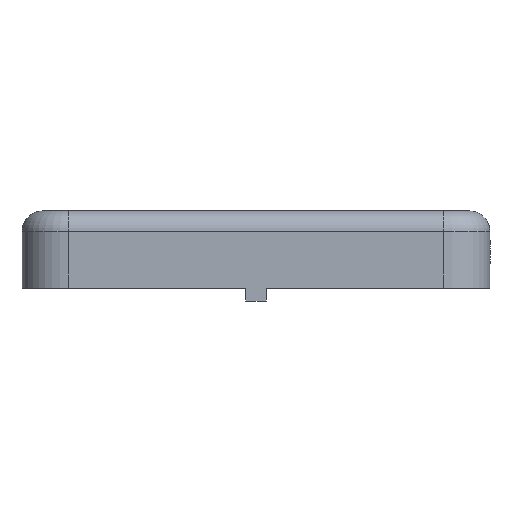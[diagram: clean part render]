
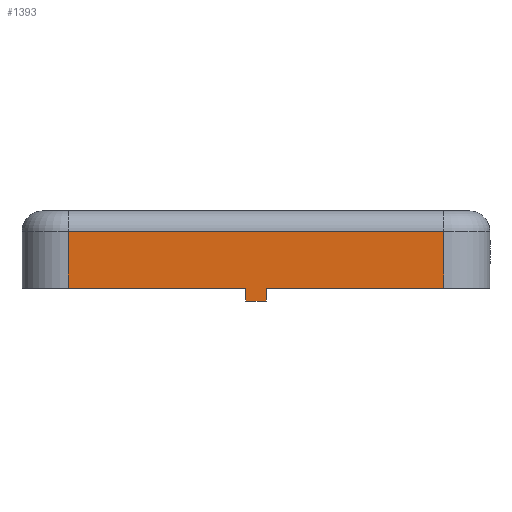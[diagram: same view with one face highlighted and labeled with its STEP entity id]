
A CAD part, left-side view. The second image highlights one B-rep face of the part: STEP entity #1393.
In plain terms, the highlighted face is planar.
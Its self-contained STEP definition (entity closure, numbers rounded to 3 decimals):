
#48=PLANE('',#1561);
#68=LINE('',#2073,#180);
#104=LINE('',#2231,#216);
#112=LINE('',#2270,#224);
#114=LINE('',#2275,#226);
#115=LINE('',#2277,#227);
#148=LINE('',#2381,#260);
#155=LINE('',#2392,#267);
#156=LINE('',#2394,#268);
#180=VECTOR('',#1624,1000.);
#216=VECTOR('',#1782,1000.);
#224=VECTOR('',#1824,1000.);
#226=VECTOR('',#1830,1000.);
#227=VECTOR('',#1833,1000.);
#260=VECTOR('',#1940,1000.);
#267=VECTOR('',#1955,1000.);
#268=VECTOR('',#1956,1000.);
#524=ORIENTED_EDGE('',*,*,#849,.T.);
#525=ORIENTED_EDGE('',*,*,#856,.F.);
#526=ORIENTED_EDGE('',*,*,#857,.F.);
#527=ORIENTED_EDGE('',*,*,#773,.T.);
#528=ORIENTED_EDGE('',*,*,#698,.T.);
#529=ORIENTED_EDGE('',*,*,#795,.F.);
#530=ORIENTED_EDGE('',*,*,#796,.F.);
#531=ORIENTED_EDGE('',*,*,#792,.T.);
#698=EDGE_CURVE('',#899,#898,#68,.T.);
#773=EDGE_CURVE('',#960,#899,#104,.T.);
#792=EDGE_CURVE('',#970,#973,#112,.T.);
#795=EDGE_CURVE('',#974,#898,#114,.T.);
#796=EDGE_CURVE('',#970,#974,#115,.T.);
#849=EDGE_CURVE('',#973,#1008,#148,.T.);
#856=EDGE_CURVE('',#1009,#1008,#155,.T.);
#857=EDGE_CURVE('',#960,#1009,#156,.T.);
#898=VERTEX_POINT('',#2072);
#899=VERTEX_POINT('',#2074);
#960=VERTEX_POINT('',#2232);
#970=VERTEX_POINT('',#2261);
#973=VERTEX_POINT('',#2269);
#974=VERTEX_POINT('',#2274);
#1008=VERTEX_POINT('',#2380);
#1009=VERTEX_POINT('',#2393);
#1173=EDGE_LOOP('',(#524,#525,#526,#527,#528,#529,#530,#531));
#1271=FACE_BOUND('',#1173,.T.);
#1393=ADVANCED_FACE('',(#1271),#48,.T.);
#1561=AXIS2_PLACEMENT_3D('',#2391,#1953,#1954);
#1624=DIRECTION('',(-1.,0.,0.));
#1782=DIRECTION('',(0.,1.,0.));
#1824=DIRECTION('',(0.,-1.,0.));
#1830=DIRECTION('',(0.,-1.,0.));
#1833=DIRECTION('',(-1.,0.,0.));
#1940=DIRECTION('',(-1.,0.,0.));
#1953=DIRECTION('',(0.,0.,-1.));
#1954=DIRECTION('',(-1.,0.,0.));
#1955=DIRECTION('',(0.,1.,0.));
#1956=DIRECTION('',(1.,0.,0.));
#2072=CARTESIAN_POINT('',(-7.3,-3.,-22.4));
#2073=CARTESIAN_POINT('',(7.3,-3.,-22.4));
#2074=CARTESIAN_POINT('',(-0.4,-3.,-22.4));
#2231=CARTESIAN_POINT('',(-0.4,-3.5,-22.4));
#2232=CARTESIAN_POINT('',(-0.4,-3.5,-22.4));
#2261=CARTESIAN_POINT('',(7.3,-0.8,-22.4));
#2269=CARTESIAN_POINT('',(7.3,-3.,-22.4));
#2270=CARTESIAN_POINT('',(7.3,0.,-22.4));
#2274=CARTESIAN_POINT('',(-7.3,-0.8,-22.4));
#2275=CARTESIAN_POINT('',(-7.3,0.,-22.4));
#2277=CARTESIAN_POINT('',(7.3,-0.8,-22.4));
#2380=CARTESIAN_POINT('',(0.4,-3.,-22.4));
#2381=CARTESIAN_POINT('',(7.3,-3.,-22.4));
#2391=CARTESIAN_POINT('',(7.3,0.,-22.4));
#2392=CARTESIAN_POINT('',(0.4,-3.5,-22.4));
#2393=CARTESIAN_POINT('',(0.4,-3.5,-22.4));
#2394=CARTESIAN_POINT('',(-0.4,-3.5,-22.4));
